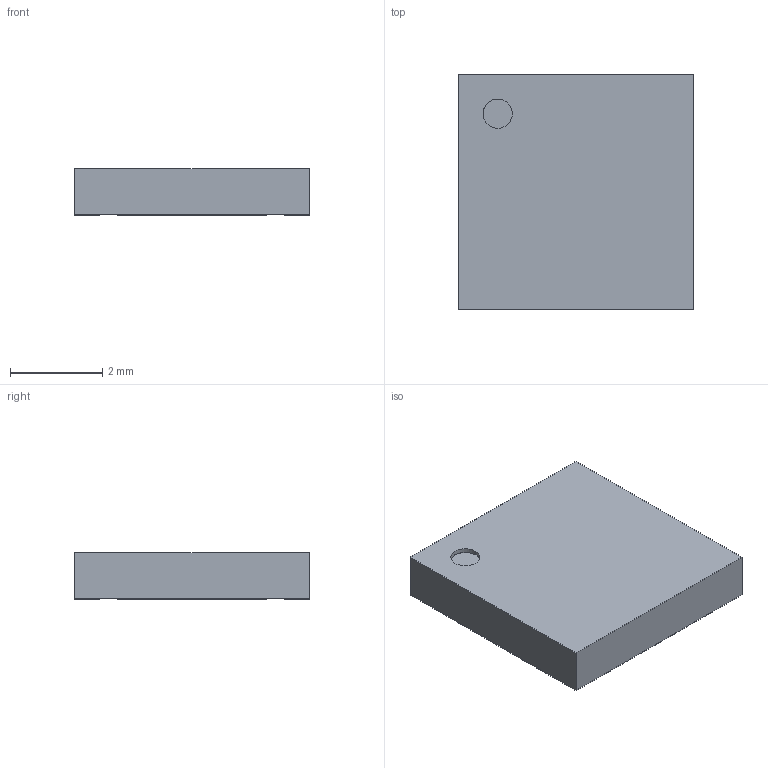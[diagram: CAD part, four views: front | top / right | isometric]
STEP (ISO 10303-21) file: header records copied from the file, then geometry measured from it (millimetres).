
FILE_DESCRIPTION (( 'STEP AP214' ), '1' );
FILE_NAME ('User Library-PQFN50P500X500X100_HS-29N.STEP', '2024-06-29T15:42:43', ( '' ), ( '' ), 'SwSTEP 2.0', 'SolidWorks 2022', '' );
FILE_SCHEMA (( 'AUTOMOTIVE_DESIGN' ));
Length unit declared in the file: millimetre
Products named in the file (7): Pin_Shape; Open_CASCADE_STEP_translator_6.8_1.2.1; Thermal_Shape; User Library-PQFN50P500X500X100_HS-29N; Body; 6436355536; Open_CASCADE_STEP_translator_6.8_1.1
Assembly tree (33 placements, depth 4):
  User Library-PQFN50P500X500X100_HS-29N
    6436355536
      Open_CASCADE_STEP_translator_6.8_1.1
      Body
        Open_CASCADE_STEP_translator_6.8_1.2.1
      Thermal_Shape
      Pin_Shape  x28
Bounding box: 5.1 x 5.1 x 1 mm (x, y, z)
Volume: 26 mm3; surface area: 99.8 mm2
Topology: 30 solids, 31 shells, 185 faces, 371 edges, 248 vertices
Faces by surface type: plane 183, cylinder 2
Entity records: 1348 total; most frequent: CARTESIAN_POINT 191, DIRECTION 173, ORIENTED_EDGE 92, AXIS2_PLACEMENT_3D 66, EDGE_CURVE 47, LINE 41, VECTOR 41, PRODUCT_DEFINITION_SHAPE 40
